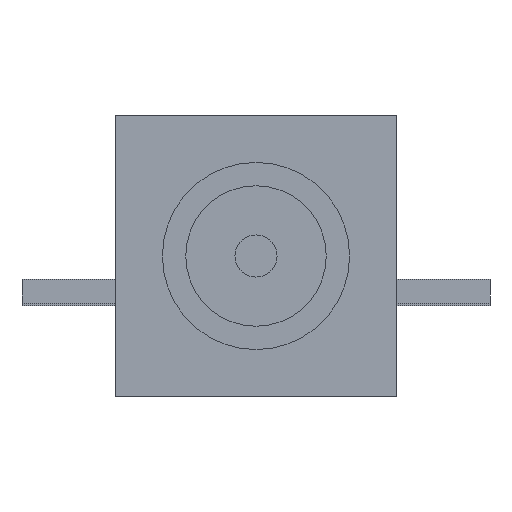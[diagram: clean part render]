
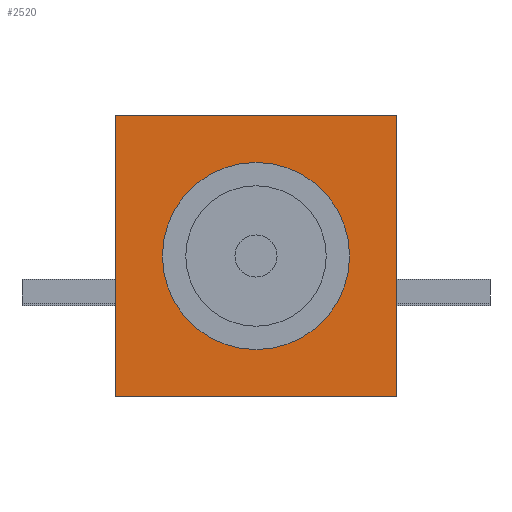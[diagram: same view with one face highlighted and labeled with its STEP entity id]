
A CAD part, front view. The second image highlights one B-rep face of the part: STEP entity #2520.
In plain terms, the highlighted planar face has unit normal (0, -1, 0).
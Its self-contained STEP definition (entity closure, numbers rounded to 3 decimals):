
#1477 = PLANE('',#1478);
#1478 = AXIS2_PLACEMENT_3D('',#1479,#1480,#1481);
#1479 = CARTESIAN_POINT('',(-3.,0.,-3.));
#1480 = DIRECTION('',(1.,0.,0.));
#1481 = DIRECTION('',(0.,-1.,0.));
#1505 = PLANE('',#1506);
#1506 = AXIS2_PLACEMENT_3D('',#1507,#1508,#1509);
#1507 = CARTESIAN_POINT('',(-3.,0.,-3.));
#1508 = DIRECTION('',(0.,0.,1.));
#1509 = DIRECTION('',(0.,-1.,0.));
#1533 = PLANE('',#1534);
#1534 = AXIS2_PLACEMENT_3D('',#1535,#1536,#1537);
#1535 = CARTESIAN_POINT('',(3.,0.,-3.));
#1536 = DIRECTION('',(1.,0.,0.));
#1537 = DIRECTION('',(0.,-1.,0.));
#1963 = VERTEX_POINT('',#1964);
#1964 = CARTESIAN_POINT('',(-3.,-1.6,-3.));
#2038 = VERTEX_POINT('',#2039);
#2039 = CARTESIAN_POINT('',(-3.,-1.6,3.));
#2053 = PLANE('',#2054);
#2054 = AXIS2_PLACEMENT_3D('',#2055,#2056,#2057);
#2055 = CARTESIAN_POINT('',(-3.,0.,3.));
#2056 = DIRECTION('',(0.,0.,1.));
#2057 = DIRECTION('',(0.,-1.,0.));
#2065 = EDGE_CURVE('',#1963,#2038,#2066,.T.);
#2066 = SURFACE_CURVE('',#2067,(#2071,#2078),.PCURVE_S1.);
#2067 = LINE('',#2068,#2069);
#2068 = CARTESIAN_POINT('',(-3.,-1.6,-3.));
#2069 = VECTOR('',#2070,1.);
#2070 = DIRECTION('',(0.,0.,1.));
#2071 = PCURVE('',#1477,#2072);
#2072 = DEFINITIONAL_REPRESENTATION('',(#2073),#2077);
#2073 = LINE('',#2074,#2075);
#2074 = CARTESIAN_POINT('',(1.6,0.));
#2075 = VECTOR('',#2076,1.);
#2076 = DIRECTION('',(0.,-1.));
#2077 = ( GEOMETRIC_REPRESENTATION_CONTEXT(2) 
PARAMETRIC_REPRESENTATION_CONTEXT() REPRESENTATION_CONTEXT('2D SPACE',''
  ) );
#2078 = PCURVE('',#2079,#2084);
#2079 = PLANE('',#2080);
#2080 = AXIS2_PLACEMENT_3D('',#2081,#2082,#2083);
#2081 = CARTESIAN_POINT('',(-3.,-1.6,-3.));
#2082 = DIRECTION('',(0.,-1.,0.));
#2083 = DIRECTION('',(1.,0.,0.));
#2084 = DEFINITIONAL_REPRESENTATION('',(#2085),#2089);
#2085 = LINE('',#2086,#2087);
#2086 = CARTESIAN_POINT('',(0.,0.));
#2087 = VECTOR('',#2088,1.);
#2088 = DIRECTION('',(0.,1.));
#2089 = ( GEOMETRIC_REPRESENTATION_CONTEXT(2) 
PARAMETRIC_REPRESENTATION_CONTEXT() REPRESENTATION_CONTEXT('2D SPACE',''
  ) );
#2221 = VERTEX_POINT('',#2222);
#2222 = CARTESIAN_POINT('',(3.,-1.6,-3.));
#2289 = VERTEX_POINT('',#2290);
#2290 = CARTESIAN_POINT('',(3.,-1.6,3.));
#2311 = EDGE_CURVE('',#2221,#2289,#2312,.T.);
#2312 = SURFACE_CURVE('',#2313,(#2317,#2324),.PCURVE_S1.);
#2313 = LINE('',#2314,#2315);
#2314 = CARTESIAN_POINT('',(3.,-1.6,-3.));
#2315 = VECTOR('',#2316,1.);
#2316 = DIRECTION('',(0.,0.,1.));
#2317 = PCURVE('',#1533,#2318);
#2318 = DEFINITIONAL_REPRESENTATION('',(#2319),#2323);
#2319 = LINE('',#2320,#2321);
#2320 = CARTESIAN_POINT('',(1.6,0.));
#2321 = VECTOR('',#2322,1.);
#2322 = DIRECTION('',(0.,-1.));
#2323 = ( GEOMETRIC_REPRESENTATION_CONTEXT(2) 
PARAMETRIC_REPRESENTATION_CONTEXT() REPRESENTATION_CONTEXT('2D SPACE',''
  ) );
#2324 = PCURVE('',#2079,#2325);
#2325 = DEFINITIONAL_REPRESENTATION('',(#2326),#2330);
#2326 = LINE('',#2327,#2328);
#2327 = CARTESIAN_POINT('',(6.,0.));
#2328 = VECTOR('',#2329,1.);
#2329 = DIRECTION('',(0.,1.));
#2330 = ( GEOMETRIC_REPRESENTATION_CONTEXT(2) 
PARAMETRIC_REPRESENTATION_CONTEXT() REPRESENTATION_CONTEXT('2D SPACE',''
  ) );
#2337 = EDGE_CURVE('',#1963,#2221,#2338,.T.);
#2338 = SURFACE_CURVE('',#2339,(#2343,#2350),.PCURVE_S1.);
#2339 = LINE('',#2340,#2341);
#2340 = CARTESIAN_POINT('',(-3.,-1.6,-3.));
#2341 = VECTOR('',#2342,1.);
#2342 = DIRECTION('',(1.,0.,0.));
#2343 = PCURVE('',#1505,#2344);
#2344 = DEFINITIONAL_REPRESENTATION('',(#2345),#2349);
#2345 = LINE('',#2346,#2347);
#2346 = CARTESIAN_POINT('',(1.6,0.));
#2347 = VECTOR('',#2348,1.);
#2348 = DIRECTION('',(0.,1.));
#2349 = ( GEOMETRIC_REPRESENTATION_CONTEXT(2) 
PARAMETRIC_REPRESENTATION_CONTEXT() REPRESENTATION_CONTEXT('2D SPACE',''
  ) );
#2350 = PCURVE('',#2079,#2351);
#2351 = DEFINITIONAL_REPRESENTATION('',(#2352),#2356);
#2352 = LINE('',#2353,#2354);
#2353 = CARTESIAN_POINT('',(0.,0.));
#2354 = VECTOR('',#2355,1.);
#2355 = DIRECTION('',(1.,0.));
#2356 = ( GEOMETRIC_REPRESENTATION_CONTEXT(2) 
PARAMETRIC_REPRESENTATION_CONTEXT() REPRESENTATION_CONTEXT('2D SPACE',''
  ) );
#2520 = ADVANCED_FACE('',(#2521,#2547),#2079,.T.);
#2521 = FACE_BOUND('',#2522,.T.);
#2522 = EDGE_LOOP('',(#2523,#2524,#2525,#2526));
#2523 = ORIENTED_EDGE('',*,*,#2065,.F.);
#2524 = ORIENTED_EDGE('',*,*,#2337,.T.);
#2525 = ORIENTED_EDGE('',*,*,#2311,.T.);
#2526 = ORIENTED_EDGE('',*,*,#2527,.F.);
#2527 = EDGE_CURVE('',#2038,#2289,#2528,.T.);
#2528 = SURFACE_CURVE('',#2529,(#2533,#2540),.PCURVE_S1.);
#2529 = LINE('',#2530,#2531);
#2530 = CARTESIAN_POINT('',(-3.,-1.6,3.));
#2531 = VECTOR('',#2532,1.);
#2532 = DIRECTION('',(1.,0.,0.));
#2533 = PCURVE('',#2079,#2534);
#2534 = DEFINITIONAL_REPRESENTATION('',(#2535),#2539);
#2535 = LINE('',#2536,#2537);
#2536 = CARTESIAN_POINT('',(0.,6.));
#2537 = VECTOR('',#2538,1.);
#2538 = DIRECTION('',(1.,0.));
#2539 = ( GEOMETRIC_REPRESENTATION_CONTEXT(2) 
PARAMETRIC_REPRESENTATION_CONTEXT() REPRESENTATION_CONTEXT('2D SPACE',''
  ) );
#2540 = PCURVE('',#2053,#2541);
#2541 = DEFINITIONAL_REPRESENTATION('',(#2542),#2546);
#2542 = LINE('',#2543,#2544);
#2543 = CARTESIAN_POINT('',(1.6,0.));
#2544 = VECTOR('',#2545,1.);
#2545 = DIRECTION('',(0.,1.));
#2546 = ( GEOMETRIC_REPRESENTATION_CONTEXT(2) 
PARAMETRIC_REPRESENTATION_CONTEXT() REPRESENTATION_CONTEXT('2D SPACE',''
  ) );
#2547 = FACE_BOUND('',#2548,.T.);
#2548 = EDGE_LOOP('',(#2549));
#2549 = ORIENTED_EDGE('',*,*,#2550,.T.);
#2550 = EDGE_CURVE('',#2551,#2551,#2553,.T.);
#2551 = VERTEX_POINT('',#2552);
#2552 = CARTESIAN_POINT('',(2.,-1.6,0.));
#2553 = SURFACE_CURVE('',#2554,(#2559,#2570),.PCURVE_S1.);
#2554 = CIRCLE('',#2555,2.);
#2555 = AXIS2_PLACEMENT_3D('',#2556,#2557,#2558);
#2556 = CARTESIAN_POINT('',(0.,-1.6,0.));
#2557 = DIRECTION('',(-0.,1.,0.));
#2558 = DIRECTION('',(1.,0.,0.));
#2559 = PCURVE('',#2079,#2560);
#2560 = DEFINITIONAL_REPRESENTATION('',(#2561),#2569);
#2561 = ( BOUNDED_CURVE() B_SPLINE_CURVE(2,(#2562,#2563,#2564,#2565,
#2566,#2567,#2568),.UNSPECIFIED.,.T.,.F.) B_SPLINE_CURVE_WITH_KNOTS((1,2
    ,2,2,2,1),(-2.094,0.,2.094,4.189,
6.283,8.378),.UNSPECIFIED.) CURVE() 
GEOMETRIC_REPRESENTATION_ITEM() RATIONAL_B_SPLINE_CURVE((1.,0.5,1.,0.5,
1.,0.5,1.)) REPRESENTATION_ITEM('') );
#2562 = CARTESIAN_POINT('',(5.,3.));
#2563 = CARTESIAN_POINT('',(5.,-0.464));
#2564 = CARTESIAN_POINT('',(2.,1.268));
#2565 = CARTESIAN_POINT('',(-1.,3.));
#2566 = CARTESIAN_POINT('',(2.,4.732));
#2567 = CARTESIAN_POINT('',(5.,6.464));
#2568 = CARTESIAN_POINT('',(5.,3.));
#2569 = ( GEOMETRIC_REPRESENTATION_CONTEXT(2) 
PARAMETRIC_REPRESENTATION_CONTEXT() REPRESENTATION_CONTEXT('2D SPACE',''
  ) );
#2570 = PCURVE('',#2571,#2576);
#2571 = CYLINDRICAL_SURFACE('',#2572,2.);
#2572 = AXIS2_PLACEMENT_3D('',#2573,#2574,#2575);
#2573 = CARTESIAN_POINT('',(0.,0.,0.));
#2574 = DIRECTION('',(-0.,1.,-0.));
#2575 = DIRECTION('',(1.,0.,0.));
#2576 = DEFINITIONAL_REPRESENTATION('',(#2577),#2581);
#2577 = LINE('',#2578,#2579);
#2578 = CARTESIAN_POINT('',(-6.283,-1.6));
#2579 = VECTOR('',#2580,1.);
#2580 = DIRECTION('',(1.,-0.));
#2581 = ( GEOMETRIC_REPRESENTATION_CONTEXT(2) 
PARAMETRIC_REPRESENTATION_CONTEXT() REPRESENTATION_CONTEXT('2D SPACE',''
  ) );
